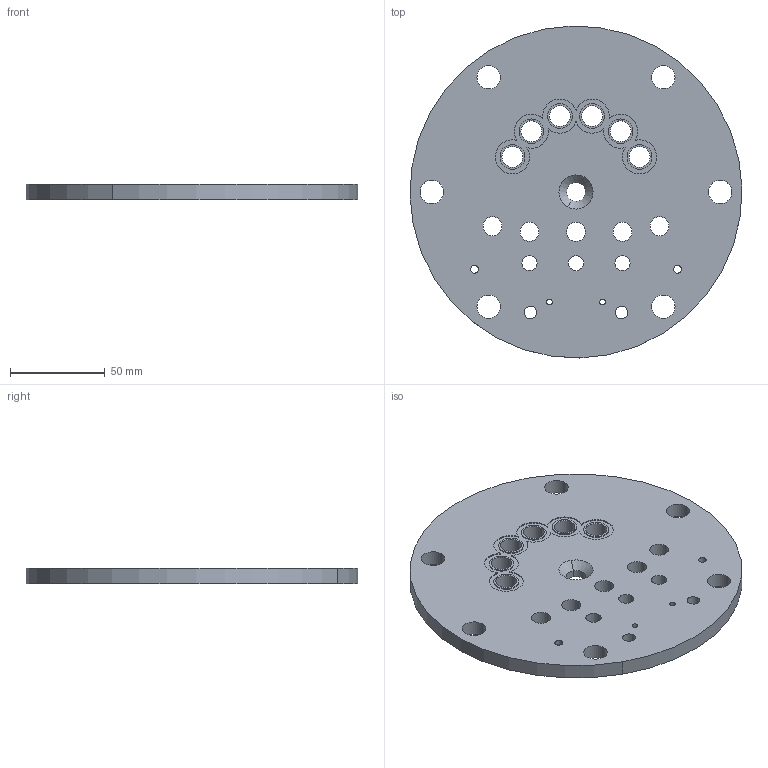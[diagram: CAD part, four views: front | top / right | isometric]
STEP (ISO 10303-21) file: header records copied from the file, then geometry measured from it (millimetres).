
FILE_DESCRIPTION(('CATIA V5 STEP','CAx-IF Rec.Pracs.--- Model Styling and Organization---1.2---2011-12-15'),'2;1');
FILE_NAME('CLAPET.stp','2016-12-07T12:45:24+00:00',('none'),('none'),'Version 5-6 Release 2012','CATIA V5 STEP AP214','none');
FILE_SCHEMA(('AUTOMOTIVE_DESIGN { 1 0 10303 214 1 1 1 1 }'));
Length unit declared in the file: millimetre
Products named in the file (1): clapet
Bounding box: 174.95 x 174.95 x 8 mm (x, y, z)
Volume: 175100.6 mm3; surface area: 55335.6 mm2
Topology: 1 solids, 1 shells, 137 faces, 339 edges, 228 vertices
Faces by surface type: cylinder 110, plane 25, cone 2
Entity records: 3758 total; most frequent: ORIENTED_EDGE 668, CARTESIAN_POINT 638, DIRECTION 471, EDGE_CURVE 334, AXIS2_PLACEMENT_3D 289, CIRCLE 222, VERTEX_POINT 222, EDGE_LOOP 214
